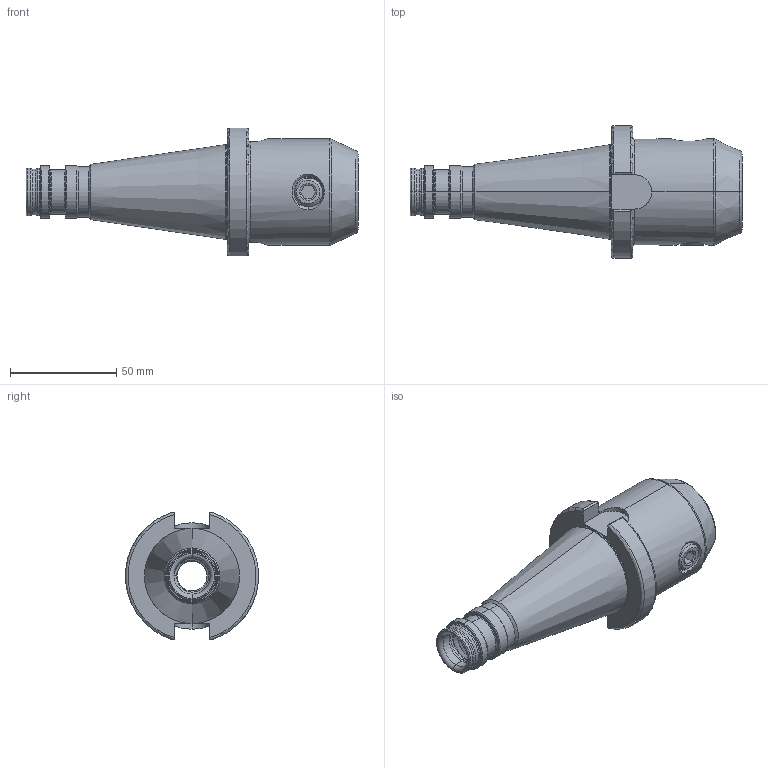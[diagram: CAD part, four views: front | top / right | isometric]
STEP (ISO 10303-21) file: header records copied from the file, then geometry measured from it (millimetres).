
FILE_DESCRIPTION (( 'STEP AP203' ), '1' );
FILE_NAME ('401.04.18.STEP', '2016-11-26T04:38:42', ( '' ), ( '' ), 'SwSTEP 2.0', 'SolidWorks 2012', '' );
FILE_SCHEMA (( 'CONFIG_CONTROL_DESIGN' ));
Length unit declared in the file: millimetre
Products named in the file (3): 401.04.18; 側固14_M14x2_16L
Assembly tree (2 placements, depth 2):
  401.04.18
    401.04.18
    側固14_M14x2_16L
Bounding box: 156.4 x 62.57 x 60.15 mm (x, y, z)
Volume: 168896.8 mm3; surface area: 34418.1 mm2
Topology: 2 solids, 2 shells, 203 faces, 506 edges, 315 vertices
Faces by surface type: cylinder 84, torus 36, plane 30, cone 29, bspline 22, sphere 2
Entity records: 20007 total; most frequent: CARTESIAN_POINT 15364, ORIENTED_EDGE 1008, DIRECTION 822, EDGE_CURVE 504, AXIS2_PLACEMENT_3D 337, VERTEX_POINT 315, EDGE_LOOP 217, FACE_OUTER_BOUND 203
